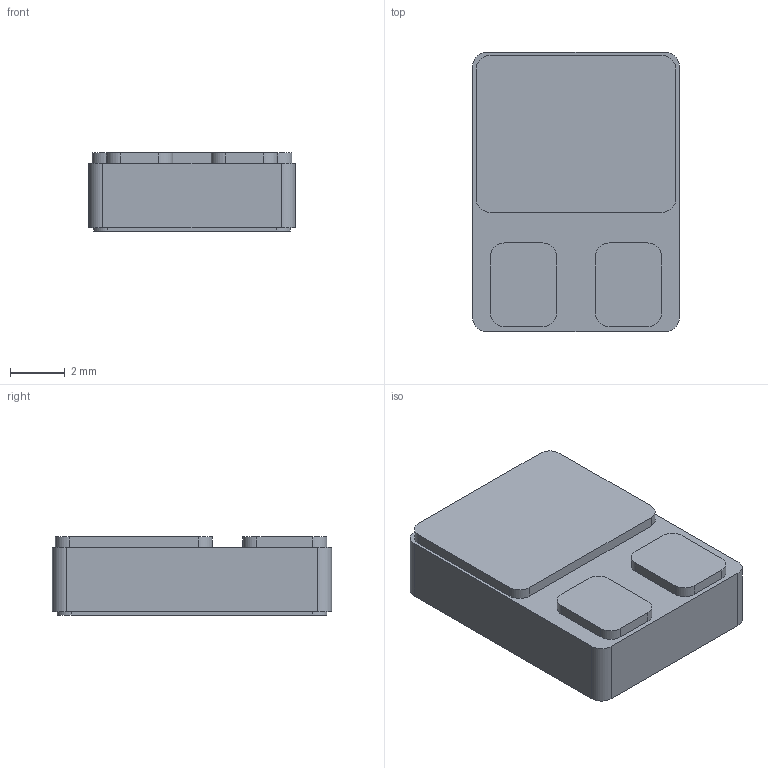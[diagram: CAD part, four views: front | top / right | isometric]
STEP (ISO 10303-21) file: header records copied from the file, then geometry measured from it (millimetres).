
FILE_DESCRIPTION (( 'STEP AP203' ), '1' );
FILE_NAME ('D100724G-SMD0.5.STEP', '2024-06-27T14:55:56', ( '' ), ( '' ), 'SwSTEP 2.0', 'SolidWorks 2020', '' );
FILE_SCHEMA (( 'CONFIG_CONTROL_DESIGN' ));
Length unit declared in the file: inch
Products named in the file (1): D100724G-SMD0.5
Bounding box: 7.52 x 10.16 x 2.84 mm (x, y, z)
Volume: 207.6 mm3; surface area: 260.1 mm2
Topology: 1 solids, 1 shells, 190 faces, 501 edges, 334 vertices
Faces by surface type: plane 115, bspline 43, cylinder 32
Entity records: 8246 total; most frequent: CARTESIAN_POINT 3685, ORIENTED_EDGE 1002, DIRECTION 775, EDGE_CURVE 501, VECTOR 351, LINE 351, VERTEX_POINT 334, AXIS2_PLACEMENT_3D 212
